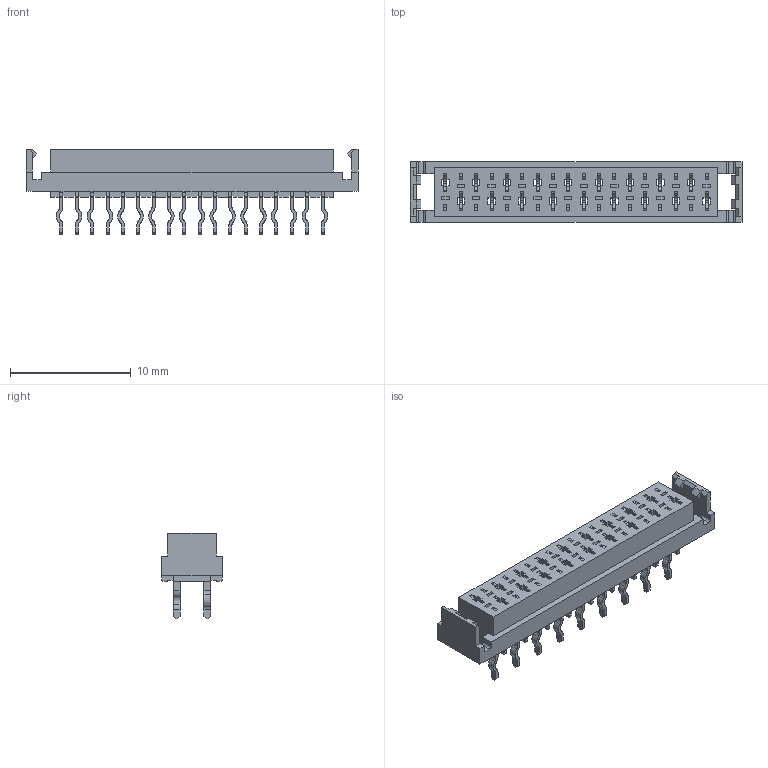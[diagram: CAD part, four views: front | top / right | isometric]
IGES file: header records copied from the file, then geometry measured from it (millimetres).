
Start section: Comment
Global section: file name: 690367191872.igs; native system:  By UGS Corp.; preprocessor: XPlus GENERIC/IGES 3.0; author: Author; organization: Title; date: 20080620.120134; units: inch
Bounding box: 27.46 x 5 x 7.1 mm (x, y, z)
Surface area: 1425.2 mm2 (no closed solid volume)
Topology: 0 solids, 0 shells, 1491 faces, 8692 edges, 8692 vertices
Faces by surface type: bspline 1491
